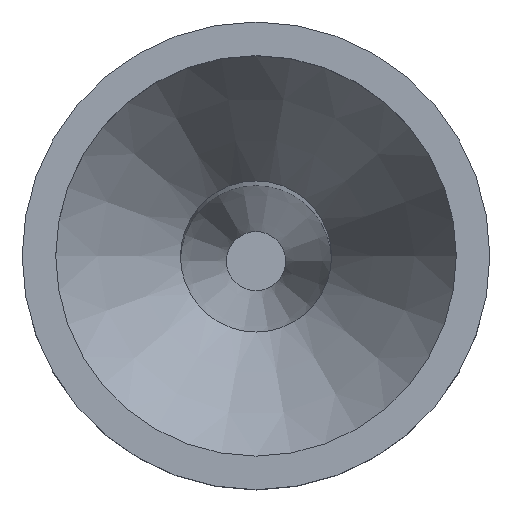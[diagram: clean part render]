
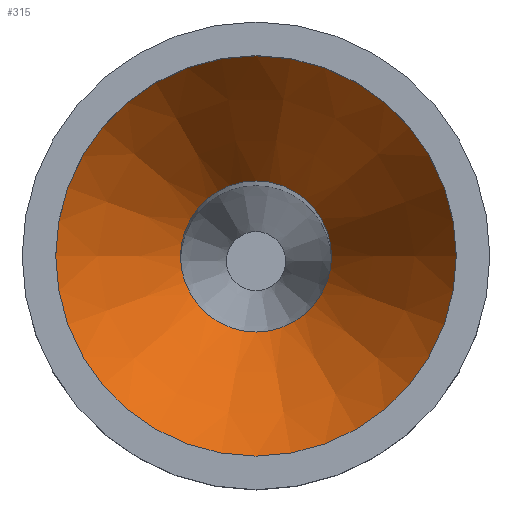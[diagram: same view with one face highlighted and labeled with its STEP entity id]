
A CAD part, top view. The second image highlights one B-rep face of the part: STEP entity #315.
In plain terms, the highlighted conical face has half-angle 31.457 degrees and reference radius 3.15 mm.
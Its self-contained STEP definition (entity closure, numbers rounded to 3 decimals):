
#83=ORIENTED_EDGE('',*,*,#156,.F.);
#84=ORIENTED_EDGE('',*,*,#155,.T.);
#155=EDGE_CURVE('',#193,#193,#219,.T.);
#156=EDGE_CURVE('',#194,#194,#220,.T.);
#193=VERTEX_POINT('',#574);
#194=VERTEX_POINT('',#577);
#219=CIRCLE('',#363,3.15);
#220=CIRCLE('',#365,8.35);
#238=EDGE_LOOP('',(#83));
#239=EDGE_LOOP('',(#84));
#276=FACE_BOUND('',#238,.T.);
#277=FACE_BOUND('',#239,.T.);
#307=CONICAL_SURFACE('',#364,3.15,0.549);
#315=ADVANCED_FACE('',(#276,#277),#307,.F.);
#363=AXIS2_PLACEMENT_3D('',#573,#421,#422);
#364=AXIS2_PLACEMENT_3D('',#575,#423,#424);
#365=AXIS2_PLACEMENT_3D('',#576,#425,#426);
#421=DIRECTION('',(0.,0.,-1.));
#422=DIRECTION('',(-1.,0.,0.));
#423=DIRECTION('',(0.,0.,1.));
#424=DIRECTION('',(1.,0.,0.));
#425=DIRECTION('',(0.,0.,-1.));
#426=DIRECTION('',(-1.,0.,0.));
#573=CARTESIAN_POINT('',(0.,0.,-14.606));
#574=CARTESIAN_POINT('',(-3.15,0.,-14.606));
#575=CARTESIAN_POINT('',(0.,0.,-14.606));
#576=CARTESIAN_POINT('',(0.,0.,-6.106));
#577=CARTESIAN_POINT('',(-8.35,0.,-6.106));
